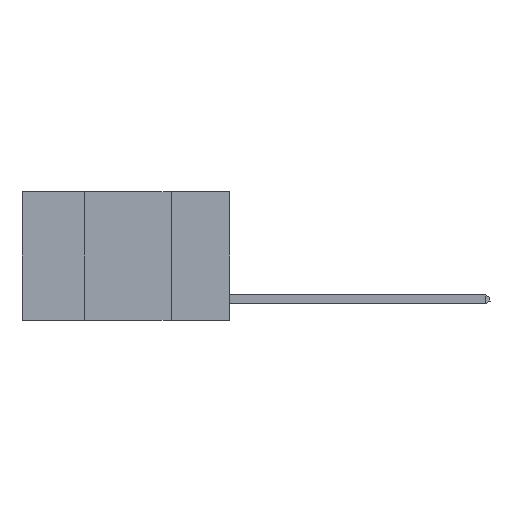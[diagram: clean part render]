
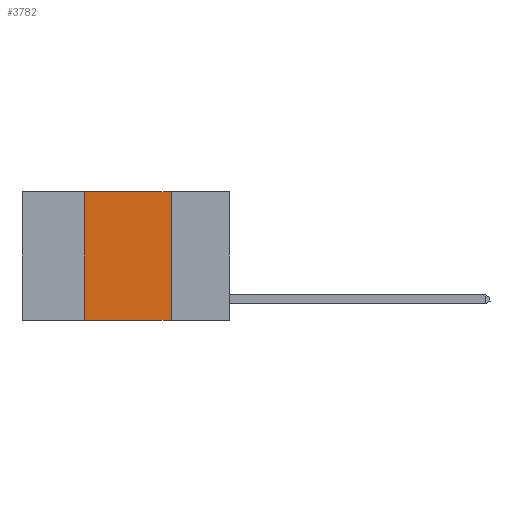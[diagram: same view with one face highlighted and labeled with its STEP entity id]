
A CAD part, left-side view. The second image highlights one B-rep face of the part: STEP entity #3782.
In plain terms, the highlighted planar face has unit normal (-1, 0, 0).
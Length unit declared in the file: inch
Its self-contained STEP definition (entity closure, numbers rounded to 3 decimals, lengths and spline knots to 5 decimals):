
#545 = ORIENTED_EDGE ( 'NONE', *, *, #5634, .F. ) ;
#781 = DIRECTION ( 'NONE',  ( 0., -1., 0. ) ) ;
#796 = VERTEX_POINT ( 'NONE', #9608 ) ;
#1711 = CARTESIAN_POINT ( 'NONE',  ( 0., 0.6, 0. ) ) ;
#1734 = EDGE_LOOP ( 'NONE', ( #4819, #4557, #545, #9146 ) ) ;
#1905 = CARTESIAN_POINT ( 'NONE',  ( 0., 0.17, 0. ) ) ;
#2042 = DIRECTION ( 'NONE',  ( 0., -1., 0. ) ) ;
#2082 = LINE ( 'NONE', #5544, #6717 ) ;
#2671 = DIRECTION ( 'NONE',  ( 0., 0., -1. ) ) ;
#2829 = DIRECTION ( 'NONE',  ( 0., 0., 1. ) ) ;
#3274 = CARTESIAN_POINT ( 'NONE',  ( 0., 0.17, 0. ) ) ;
#3290 = VERTEX_POINT ( 'NONE', #3274 ) ;
#3432 = FACE_OUTER_BOUND ( 'NONE', #1734, .T. ) ;
#3582 = VERTEX_POINT ( 'NONE', #9840 ) ;
#3782 = ADVANCED_FACE ( 'NONE', ( #3432 ), #6965, .F. ) ;
#4105 = VECTOR ( 'NONE', #9747, 39.37008 ) ;
#4557 = ORIENTED_EDGE ( 'NONE', *, *, #4941, .F. ) ;
#4795 = LINE ( 'NONE', #11102, #10043 ) ;
#4819 = ORIENTED_EDGE ( 'NONE', *, *, #10614, .F. ) ;
#4941 = EDGE_CURVE ( 'NONE', #3582, #3290, #4795, .T. ) ;
#5544 = CARTESIAN_POINT ( 'NONE',  ( 0., 0.6, -0.37 ) ) ;
#5604 = VECTOR ( 'NONE', #2829, 39.37008 ) ;
#5634 = EDGE_CURVE ( 'NONE', #10083, #3582, #6513, .T. ) ;
#6513 = LINE ( 'NONE', #7120, #5604 ) ;
#6717 = VECTOR ( 'NONE', #2042, 39.37008 ) ;
#6965 = PLANE ( 'NONE',  #7900 ) ;
#7120 = CARTESIAN_POINT ( 'NONE',  ( 0., 0.42, 0. ) ) ;
#7600 = EDGE_CURVE ( 'NONE', #10083, #796, #2082, .T. ) ;
#7900 = AXIS2_PLACEMENT_3D ( 'NONE', #1711, #8822, #2671 ) ;
#7948 = LINE ( 'NONE', #1905, #4105 ) ;
#8743 = CARTESIAN_POINT ( 'NONE',  ( 0., 0.42, -0.37 ) ) ;
#8822 = DIRECTION ( 'NONE',  ( 1., 0., 0. ) ) ;
#9146 = ORIENTED_EDGE ( 'NONE', *, *, #7600, .T. ) ;
#9608 = CARTESIAN_POINT ( 'NONE',  ( 0., 0.17, -0.37 ) ) ;
#9747 = DIRECTION ( 'NONE',  ( 0., 0., -1. ) ) ;
#9840 = CARTESIAN_POINT ( 'NONE',  ( 0., 0.42, 0. ) ) ;
#10043 = VECTOR ( 'NONE', #781, 39.37008 ) ;
#10083 = VERTEX_POINT ( 'NONE', #8743 ) ;
#10614 = EDGE_CURVE ( 'NONE', #3290, #796, #7948, .T. ) ;
#11102 = CARTESIAN_POINT ( 'NONE',  ( 0., 0.6, 0. ) ) ;
